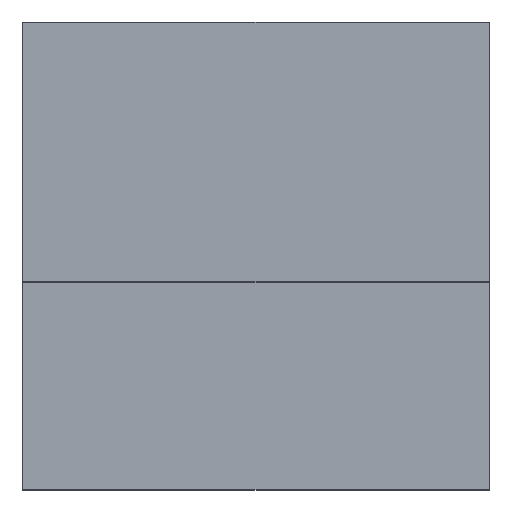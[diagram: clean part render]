
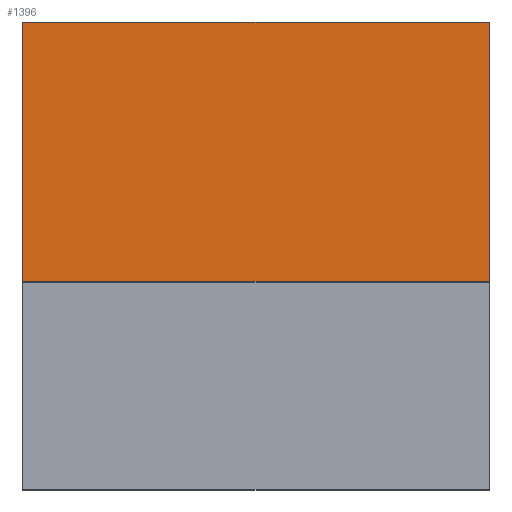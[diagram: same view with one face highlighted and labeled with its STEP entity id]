
A CAD part, top view. The second image highlights one B-rep face of the part: STEP entity #1396.
In plain terms, the highlighted planar face has unit normal (0, 0, 1).
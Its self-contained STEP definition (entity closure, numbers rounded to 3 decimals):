
#380=ORIENTED_EDGE('',*,*,#576,.F.);
#381=ORIENTED_EDGE('',*,*,#575,.T.);
#382=ORIENTED_EDGE('',*,*,#568,.T.);
#383=ORIENTED_EDGE('',*,*,#560,.T.);
#560=EDGE_CURVE('',#678,#677,#854,.T.);
#568=EDGE_CURVE('',#684,#678,#861,.T.);
#575=EDGE_CURVE('',#688,#684,#865,.T.);
#576=EDGE_CURVE('',#688,#677,#866,.T.);
#677=VERTEX_POINT('',#2199);
#678=VERTEX_POINT('',#2201);
#684=VERTEX_POINT('',#2217);
#688=VERTEX_POINT('',#2229);
#854=LINE('',#2200,#1032);
#861=LINE('',#2216,#1039);
#865=LINE('',#2231,#1043);
#866=LINE('',#2233,#1044);
#1032=VECTOR('',#1818,1000.);
#1039=VECTOR('',#1831,1000.);
#1043=VECTOR('',#1847,1000.);
#1044=VECTOR('',#1850,1000.);
#1135=EDGE_LOOP('',(#380,#381,#382,#383));
#1231=FACE_BOUND('',#1135,.T.);
#1314=PLANE('',#1498);
#1396=ADVANCED_FACE('',(#1231),#1314,.T.);
#1498=AXIS2_PLACEMENT_3D('',#2232,#1848,#1849);
#1818=DIRECTION('',(-1.,0.,0.));
#1831=DIRECTION('',(0.,1.,0.));
#1847=DIRECTION('',(1.,0.,0.));
#1848=DIRECTION('',(0.,0.,1.));
#1849=DIRECTION('',(1.,0.,0.));
#1850=DIRECTION('',(0.,1.,0.));
#2199=CARTESIAN_POINT('',(-0.5,4.5,14.));
#2200=CARTESIAN_POINT('',(4.5,4.5,14.));
#2201=CARTESIAN_POINT('',(4.5,4.5,14.));
#2216=CARTESIAN_POINT('',(4.5,-4.5,14.));
#2217=CARTESIAN_POINT('',(4.5,-4.5,14.));
#2229=CARTESIAN_POINT('',(-0.5,-4.5,14.));
#2231=CARTESIAN_POINT('',(-4.5,-4.5,14.));
#2232=CARTESIAN_POINT('',(-4.5,-4.5,14.));
#2233=CARTESIAN_POINT('',(-0.5,-4.5,14.));
